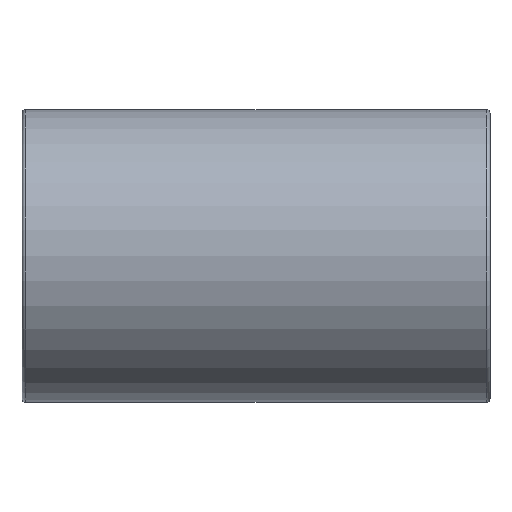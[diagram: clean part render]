
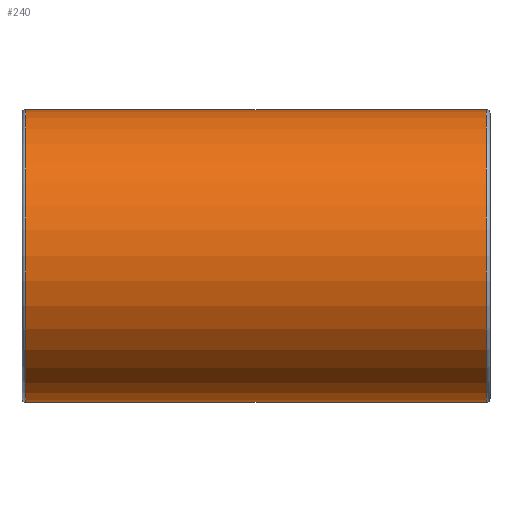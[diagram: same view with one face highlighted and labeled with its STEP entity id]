
A CAD part, top view. The second image highlights one B-rep face of the part: STEP entity #240.
In plain terms, the highlighted cylindrical face has radius 40.5 mm (diameter 81 mm), a full revolution.
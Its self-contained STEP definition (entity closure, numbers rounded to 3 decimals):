
#15=B_SPLINE_CURVE_WITH_KNOTS('',3,(#406,#407,#408,#409,#410,#411,#412,
#413,#414,#415,#416,#417,#418,#419,#420,#421,#422,#423,#424,#425,#426,#427,
#428,#429,#430,#431,#432,#433,#434,#435,#436,#437,#438,#439),
 .UNSPECIFIED.,.F.,.F.,(4,2,2,2,2,2,2,2,2,2,2,2,2,2,2,2,4),(5.253,
5.899,6.545,7.191,7.837,8.504,
9.171,9.838,10.505,11.173,11.84,
12.507,13.174,13.82,14.466,15.112,
15.758),.UNSPECIFIED.);
#16=B_SPLINE_CURVE_WITH_KNOTS('',3,(#444,#445,#446,#447,#448,#449,#450,
#451,#452,#453,#454,#455,#456,#457,#458,#459,#460,#461),.UNSPECIFIED.,.F.,
 .F.,(4,2,2,2,2,2,2,2,4),(15.758,16.404,17.05,
17.696,18.342,19.009,19.677,20.344,
21.011),.UNSPECIFIED.);
#17=B_SPLINE_CURVE_WITH_KNOTS('',3,(#462,#463,#464,#465,#466,#467,#468,
#469,#470,#471,#472,#473,#474,#475,#476,#477,#478,#479),.UNSPECIFIED.,.F.,
 .F.,(4,2,2,2,2,2,2,2,4),(0.,0.667,1.334,2.002,
2.669,3.315,3.961,4.607,5.253),
 .UNSPECIFIED.);
#39=FACE_OUTER_BOUND('',#56,.T.);
#56=EDGE_LOOP('',(#174,#175,#176,#177,#178,#179,#180,#181,#182));
#75=LINE('',#404,#84);
#76=LINE('',#441,#85);
#84=VECTOR('',#330,40.5);
#85=VECTOR('',#331,40.5);
#97=CIRCLE('',#281,40.5);
#98=CIRCLE('',#283,40.5);
#114=VERTEX_POINT('',#399);
#115=VERTEX_POINT('',#403);
#116=VERTEX_POINT('',#405);
#117=VERTEX_POINT('',#440);
#118=VERTEX_POINT('',#443);
#137=EDGE_CURVE('',#114,#114,#97,.T.);
#138=EDGE_CURVE('',#114,#115,#75,.T.);
#139=EDGE_CURVE('',#115,#116,#15,.T.);
#140=EDGE_CURVE('',#116,#117,#76,.T.);
#141=EDGE_CURVE('',#117,#117,#98,.T.);
#142=EDGE_CURVE('',#116,#118,#16,.T.);
#143=EDGE_CURVE('',#118,#115,#17,.T.);
#174=ORIENTED_EDGE('',*,*,#137,.F.);
#175=ORIENTED_EDGE('',*,*,#138,.T.);
#176=ORIENTED_EDGE('',*,*,#139,.T.);
#177=ORIENTED_EDGE('',*,*,#140,.T.);
#178=ORIENTED_EDGE('',*,*,#141,.F.);
#179=ORIENTED_EDGE('',*,*,#140,.F.);
#180=ORIENTED_EDGE('',*,*,#142,.T.);
#181=ORIENTED_EDGE('',*,*,#143,.T.);
#182=ORIENTED_EDGE('',*,*,#138,.F.);
#231=CYLINDRICAL_SURFACE('',#282,40.5);
#240=ADVANCED_FACE('',(#39),#231,.T.);
#281=AXIS2_PLACEMENT_3D('',#401,#326,#327);
#282=AXIS2_PLACEMENT_3D('',#402,#328,#329);
#283=AXIS2_PLACEMENT_3D('',#442,#332,#333);
#326=DIRECTION('center_axis',(-1.,0.,0.));
#327=DIRECTION('ref_axis',(0.,0.,-1.));
#328=DIRECTION('center_axis',(-1.,0.,0.));
#329=DIRECTION('ref_axis',(0.,0.,1.));
#330=DIRECTION('',(1.,0.,0.));
#331=DIRECTION('',(1.,0.,0.));
#332=DIRECTION('center_axis',(1.,0.,0.));
#333=DIRECTION('ref_axis',(0.,0.,-1.));
#399=CARTESIAN_POINT('',(-63.75,0.,-40.5));
#401=CARTESIAN_POINT('Origin',(-63.75,0.,0.));
#402=CARTESIAN_POINT('Origin',(0.,0.,0.));
#403=CARTESIAN_POINT('',(-32.5,0.,-40.5));
#404=CARTESIAN_POINT('',(0.,0.,-40.5));
#405=CARTESIAN_POINT('',(32.5,0.,-40.5));
#406=CARTESIAN_POINT('Ctrl Pts',(-32.5,0.,-40.5));
#407=CARTESIAN_POINT('Ctrl Pts',(-32.5,-2.153,-40.5));
#408=CARTESIAN_POINT('Ctrl Pts',(-32.283,-4.348,-40.325));
#409=CARTESIAN_POINT('Ctrl Pts',(-31.405,-8.648,-39.626));
#410=CARTESIAN_POINT('Ctrl Pts',(-30.745,-10.754,-39.102));
#411=CARTESIAN_POINT('Ctrl Pts',(-29.048,-14.736,-37.782));
#412=CARTESIAN_POINT('Ctrl Pts',(-28.009,-16.616,-36.985));
#413=CARTESIAN_POINT('Ctrl Pts',(-25.66,-20.054,-35.239));
#414=CARTESIAN_POINT('Ctrl Pts',(-24.35,-21.612,-34.292));
#415=CARTESIAN_POINT('Ctrl Pts',(-21.567,-24.395,-32.374));
#416=CARTESIAN_POINT('Ctrl Pts',(-19.982,-25.715,-31.327));
#417=CARTESIAN_POINT('Ctrl Pts',(-16.538,-28.055,-29.251));
#418=CARTESIAN_POINT('Ctrl Pts',(-14.68,-29.074,-28.222));
#419=CARTESIAN_POINT('Ctrl Pts',(-10.759,-30.741,-26.396));
#420=CARTESIAN_POINT('Ctrl Pts',(-8.694,-31.391,-25.6));
#421=CARTESIAN_POINT('Ctrl Pts',(-4.428,-32.271,-24.482));
#422=CARTESIAN_POINT('Ctrl Pts',(-2.224,-32.5,-24.166));
#423=CARTESIAN_POINT('Ctrl Pts',(2.224,-32.5,-24.166));
#424=CARTESIAN_POINT('Ctrl Pts',(4.428,-32.271,-24.482));
#425=CARTESIAN_POINT('Ctrl Pts',(8.694,-31.391,-25.6));
#426=CARTESIAN_POINT('Ctrl Pts',(10.759,-30.741,-26.396));
#427=CARTESIAN_POINT('Ctrl Pts',(14.68,-29.074,-28.222));
#428=CARTESIAN_POINT('Ctrl Pts',(16.538,-28.055,-29.251));
#429=CARTESIAN_POINT('Ctrl Pts',(19.982,-25.715,-31.327));
#430=CARTESIAN_POINT('Ctrl Pts',(21.567,-24.395,-32.374));
#431=CARTESIAN_POINT('Ctrl Pts',(24.35,-21.612,-34.292));
#432=CARTESIAN_POINT('Ctrl Pts',(25.66,-20.054,-35.239));
#433=CARTESIAN_POINT('Ctrl Pts',(28.009,-16.616,-36.985));
#434=CARTESIAN_POINT('Ctrl Pts',(29.048,-14.736,-37.782));
#435=CARTESIAN_POINT('Ctrl Pts',(30.745,-10.754,-39.102));
#436=CARTESIAN_POINT('Ctrl Pts',(31.405,-8.648,-39.626));
#437=CARTESIAN_POINT('Ctrl Pts',(32.283,-4.348,-40.325));
#438=CARTESIAN_POINT('Ctrl Pts',(32.5,-2.153,-40.5));
#439=CARTESIAN_POINT('Ctrl Pts',(32.5,0.,-40.5));
#440=CARTESIAN_POINT('',(63.75,0.,-40.5));
#441=CARTESIAN_POINT('',(0.,0.,-40.5));
#442=CARTESIAN_POINT('Origin',(63.75,0.,0.));
#443=CARTESIAN_POINT('',(0.,32.5,-24.166));
#444=CARTESIAN_POINT('Ctrl Pts',(32.5,0.,-40.5));
#445=CARTESIAN_POINT('Ctrl Pts',(32.5,2.153,-40.5));
#446=CARTESIAN_POINT('Ctrl Pts',(32.283,4.348,-40.325));
#447=CARTESIAN_POINT('Ctrl Pts',(31.405,8.648,-39.626));
#448=CARTESIAN_POINT('Ctrl Pts',(30.745,10.754,-39.102));
#449=CARTESIAN_POINT('Ctrl Pts',(29.048,14.736,-37.782));
#450=CARTESIAN_POINT('Ctrl Pts',(28.009,16.616,-36.985));
#451=CARTESIAN_POINT('Ctrl Pts',(25.66,20.054,-35.239));
#452=CARTESIAN_POINT('Ctrl Pts',(24.35,21.612,-34.292));
#453=CARTESIAN_POINT('Ctrl Pts',(21.567,24.395,-32.374));
#454=CARTESIAN_POINT('Ctrl Pts',(19.982,25.715,-31.327));
#455=CARTESIAN_POINT('Ctrl Pts',(16.538,28.055,-29.251));
#456=CARTESIAN_POINT('Ctrl Pts',(14.68,29.074,-28.222));
#457=CARTESIAN_POINT('Ctrl Pts',(10.759,30.741,-26.396));
#458=CARTESIAN_POINT('Ctrl Pts',(8.694,31.391,-25.6));
#459=CARTESIAN_POINT('Ctrl Pts',(4.428,32.271,-24.482));
#460=CARTESIAN_POINT('Ctrl Pts',(2.224,32.5,-24.166));
#461=CARTESIAN_POINT('Ctrl Pts',(0.,32.5,-24.166));
#462=CARTESIAN_POINT('Ctrl Pts',(0.,32.5,-24.166));
#463=CARTESIAN_POINT('Ctrl Pts',(-2.224,32.5,-24.166));
#464=CARTESIAN_POINT('Ctrl Pts',(-4.428,32.271,-24.482));
#465=CARTESIAN_POINT('Ctrl Pts',(-8.694,31.391,-25.6));
#466=CARTESIAN_POINT('Ctrl Pts',(-10.759,30.741,-26.396));
#467=CARTESIAN_POINT('Ctrl Pts',(-14.68,29.074,-28.222));
#468=CARTESIAN_POINT('Ctrl Pts',(-16.538,28.055,-29.251));
#469=CARTESIAN_POINT('Ctrl Pts',(-19.982,25.715,-31.327));
#470=CARTESIAN_POINT('Ctrl Pts',(-21.567,24.395,-32.374));
#471=CARTESIAN_POINT('Ctrl Pts',(-24.35,21.612,-34.292));
#472=CARTESIAN_POINT('Ctrl Pts',(-25.66,20.054,-35.239));
#473=CARTESIAN_POINT('Ctrl Pts',(-28.009,16.616,-36.985));
#474=CARTESIAN_POINT('Ctrl Pts',(-29.048,14.736,-37.782));
#475=CARTESIAN_POINT('Ctrl Pts',(-30.745,10.754,-39.102));
#476=CARTESIAN_POINT('Ctrl Pts',(-31.405,8.648,-39.626));
#477=CARTESIAN_POINT('Ctrl Pts',(-32.283,4.348,-40.325));
#478=CARTESIAN_POINT('Ctrl Pts',(-32.5,2.153,-40.5));
#479=CARTESIAN_POINT('Ctrl Pts',(-32.5,0.,-40.5));
